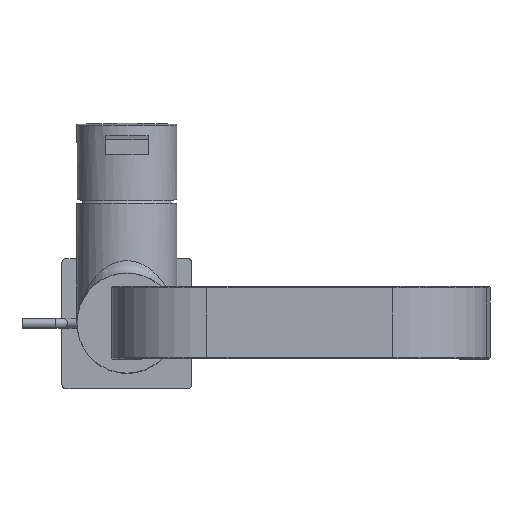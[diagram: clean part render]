
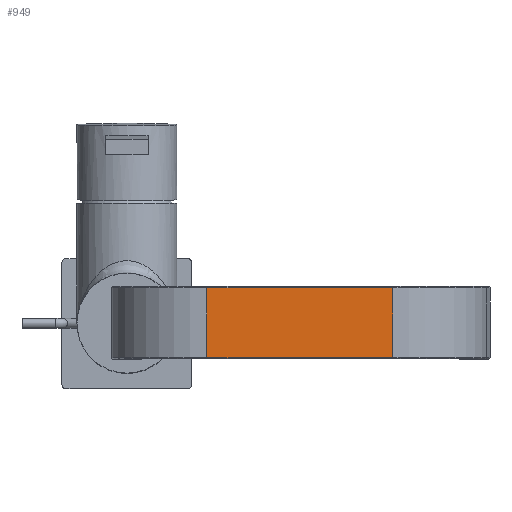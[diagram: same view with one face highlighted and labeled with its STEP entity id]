
A CAD part, top view. The second image highlights one B-rep face of the part: STEP entity #949.
In plain terms, the highlighted planar face has unit normal (0, 0, 1).
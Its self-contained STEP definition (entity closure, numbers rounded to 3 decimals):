
#71=PLANE('',#1109);
#284=ORIENTED_EDGE('',*,*,#477,.F.);
#285=ORIENTED_EDGE('',*,*,#478,.F.);
#286=ORIENTED_EDGE('',*,*,#479,.T.);
#287=ORIENTED_EDGE('',*,*,#464,.T.);
#464=EDGE_CURVE('',#577,#576,#650,.F.);
#477=EDGE_CURVE('',#584,#576,#655,.T.);
#478=EDGE_CURVE('',#585,#584,#656,.F.);
#479=EDGE_CURVE('',#585,#577,#657,.T.);
#576=VERTEX_POINT('',#1625);
#577=VERTEX_POINT('',#1629);
#584=VERTEX_POINT('',#1653);
#585=VERTEX_POINT('',#1657);
#650=LINE('',#1628,#717);
#655=LINE('',#1654,#722);
#656=LINE('',#1656,#723);
#657=LINE('',#1658,#724);
#717=VECTOR('',#1325,1000.);
#722=VECTOR('',#1356,1000.);
#723=VECTOR('',#1359,1000.);
#724=VECTOR('',#1360,1000.);
#787=EDGE_LOOP('',(#284,#285,#286,#287));
#858=FACE_BOUND('',#787,.T.);
#949=ADVANCED_FACE('',(#858),#71,.F.);
#1109=AXIS2_PLACEMENT_3D('',#1655,#1357,#1358);
#1325=DIRECTION('',(0.,-1.,0.));
#1356=DIRECTION('',(1.,0.,0.));
#1357=DIRECTION('',(0.,0.,-1.));
#1358=DIRECTION('',(-1.,0.,0.));
#1359=DIRECTION('',(0.,-1.,0.));
#1360=DIRECTION('',(1.,0.,0.));
#1625=CARTESIAN_POINT('',(106.432,14.,225.503));
#1628=CARTESIAN_POINT('',(106.432,14.,225.503));
#1629=CARTESIAN_POINT('',(106.432,-14.,225.503));
#1653=CARTESIAN_POINT('',(32.,14.,225.503));
#1654=CARTESIAN_POINT('',(32.,14.,225.503));
#1655=CARTESIAN_POINT('',(32.,14.,225.503));
#1656=CARTESIAN_POINT('',(32.,14.,225.503));
#1657=CARTESIAN_POINT('',(32.,-14.,225.503));
#1658=CARTESIAN_POINT('',(32.,-14.,225.503));
